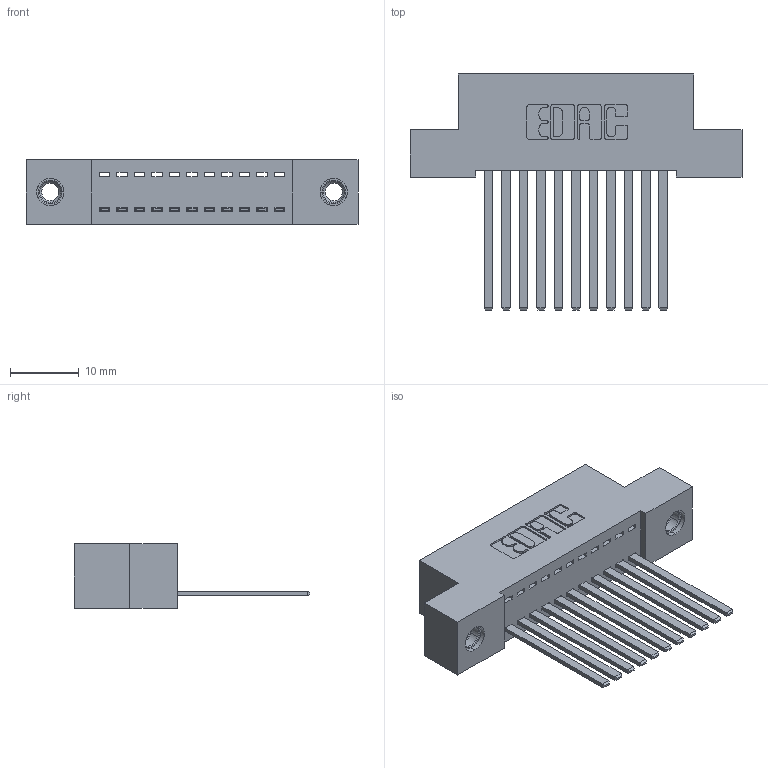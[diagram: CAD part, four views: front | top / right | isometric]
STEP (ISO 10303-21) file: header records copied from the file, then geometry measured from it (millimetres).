
FILE_DESCRIPTION (( 'STEP AP203' ), '1' );
FILE_NAME ('392-011-544-107.STEP', '2019-10-05T01:43:15', ( '' ), ( '' ), 'SwSTEP 2.0', 'SolidWorks 2016', '' );
FILE_SCHEMA (( 'CONFIG_CONTROL_DESIGN' ));
Length unit declared in the file: inch
Products named in the file (4): 342 Part_TI; 345-292-001_345-293-144; 345-250-001_345-250-005-103; 392-011-544-107
Assembly tree (14 placements, depth 2):
  392-011-544-107
    342 Part_TI
    345-292-001_345-293-144  x11
    345-250-001_345-250-005-103  x2
Bounding box: 48.26 x 34.3 x 9.4 mm (x, y, z)
Volume: 4232 mm3; surface area: 6030.4 mm2
Topology: 14 solids, 14 shells, 742 faces, 2173 edges, 1426 vertices
Faces by surface type: plane 516, cylinder 210, cone 12, torus 4
Entity records: 11604 total; most frequent: CARTESIAN_POINT 1986, ORIENTED_EDGE 1926, DIRECTION 1767, EDGE_CURVE 963, LINE 819, VECTOR 819, VERTEX_POINT 636, AXIS2_PLACEMENT_3D 474
